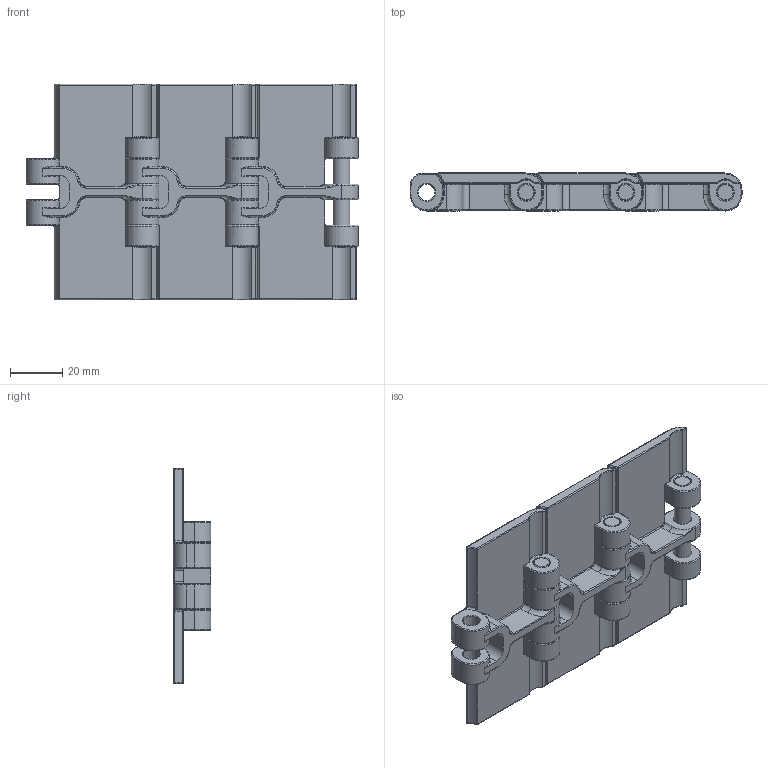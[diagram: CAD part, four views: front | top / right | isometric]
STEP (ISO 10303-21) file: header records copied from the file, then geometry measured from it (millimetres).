
FILE_DESCRIPTION (( 'STEP AP214' ), '1' );
FILE_NAME ('Rexnord-820-Beta-LF 820 K-3-14.step', '2019-04-16T09:32:38', ( '' ), ( '' ), 'SwSTEP 2.0', 'SolidWorks 2019', '' );
FILE_SCHEMA (( 'AUTOMOTIVE_DESIGN' ));
Length unit declared in the file: inch
Products named in the file (3): Rexnord-820-Beta-LF 820 K-3-14; Pin; 820_LF
Assembly tree (6 placements, depth 2):
  Rexnord-820-Beta-LF 820 K-3-14
    Pin  x3
    820_LF  x3
Bounding box: 127 x 14.48 x 82.55 mm (x, y, z)
Volume: 55462.9 mm3; surface area: 33891.3 mm2
Topology: 6 solids, 6 shells, 696 faces, 1686 edges, 978 vertices
Faces by surface type: cylinder 282, torus 159, plane 126, cone 72, bspline 33, sphere 24
Entity records: 7411 total; most frequent: CARTESIAN_POINT 1720, DIRECTION 1246, ORIENTED_EDGE 1108, EDGE_CURVE 554, AXIS2_PLACEMENT_3D 514, VERTEX_POINT 326, CIRCLE 284, EDGE_LOOP 242
